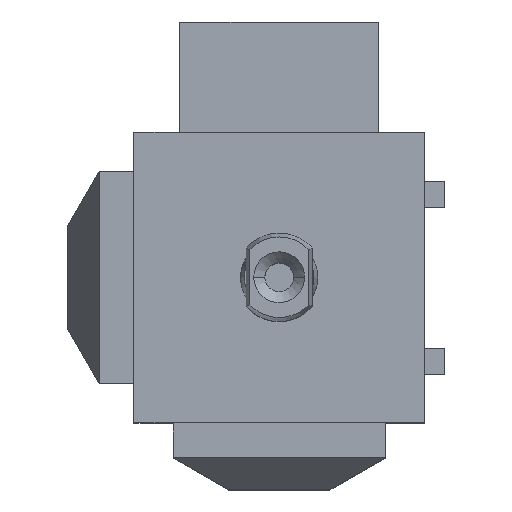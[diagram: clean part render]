
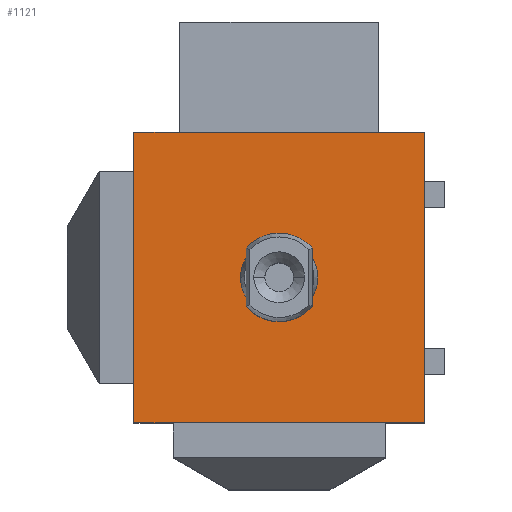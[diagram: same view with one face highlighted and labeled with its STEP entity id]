
A CAD part, top view. The second image highlights one B-rep face of the part: STEP entity #1121.
In plain terms, the highlighted planar face has unit normal (0, 0, 1).
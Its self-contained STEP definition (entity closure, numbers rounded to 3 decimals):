
#3 = VERTEX_POINT ( 'NONE', #4427 ) ;
#62 = DIRECTION ( 'NONE',  ( 1., 0., 0. ) ) ;
#154 = VECTOR ( 'NONE', #1677, 1000. ) ;
#164 = CIRCLE ( 'NONE', #3012, 2. ) ;
#212 = EDGE_CURVE ( 'NONE', #3653, #596, #164, .T. ) ;
#225 = VECTOR ( 'NONE', #1239, 1000. ) ;
#242 = ORIENTED_EDGE ( 'NONE', *, *, #3382, .F. ) ;
#306 = EDGE_CURVE ( 'NONE', #2215, #2200, #1506, .T. ) ;
#432 = ORIENTED_EDGE ( 'NONE', *, *, #2920, .F. ) ;
#475 = VERTEX_POINT ( 'NONE', #1951 ) ;
#521 = CARTESIAN_POINT ( 'NONE',  ( 6.575, 6.575, 11.1 ) ) ;
#532 = LINE ( 'NONE', #3052, #796 ) ;
#547 = VECTOR ( 'NONE', #3294, 1000. ) ;
#553 = DIRECTION ( 'NONE',  ( 1., 0., 0. ) ) ;
#596 = VERTEX_POINT ( 'NONE', #3220 ) ;
#637 = CIRCLE ( 'NONE', #4237, 1.75 ) ;
#641 = CARTESIAN_POINT ( 'NONE',  ( 0., 0., 11.1 ) ) ;
#796 = VECTOR ( 'NONE', #4510, 1000. ) ;
#943 = EDGE_CURVE ( 'NONE', #1791, #4730, #1070, .T. ) ;
#946 = EDGE_CURVE ( 'NONE', #2255, #3653, #1624, .T. ) ;
#1070 = CIRCLE ( 'NONE', #4366, 1.75 ) ;
#1095 = DIRECTION ( 'NONE',  ( 0., 1., 0. ) ) ;
#1121 = ADVANCED_FACE ( 'NONE', ( #2138, #3900 ), #2778, .T. ) ;
#1126 = ORIENTED_EDGE ( 'NONE', *, *, #4484, .F. ) ;
#1138 = ORIENTED_EDGE ( 'NONE', *, *, #943, .F. ) ;
#1203 = ORIENTED_EDGE ( 'NONE', *, *, #3758, .F. ) ;
#1239 = DIRECTION ( 'NONE',  ( 0., -1., 0. ) ) ;
#1261 = ORIENTED_EDGE ( 'NONE', *, *, #2829, .F. ) ;
#1300 = VERTEX_POINT ( 'NONE', #3330 ) ;
#1321 = ORIENTED_EDGE ( 'NONE', *, *, #212, .F. ) ;
#1369 = ORIENTED_EDGE ( 'NONE', *, *, #4026, .F. ) ;
#1401 = DIRECTION ( 'NONE',  ( 1., 0., 0. ) ) ;
#1429 = DIRECTION ( 'NONE',  ( 0., 0., 1. ) ) ;
#1490 = EDGE_LOOP ( 'NONE', ( #2756, #1261, #1138, #1126, #4161, #2593, #1203, #242, #1321 ) ) ;
#1506 = LINE ( 'NONE', #3011, #547 ) ;
#1624 = LINE ( 'NONE', #1672, #225 ) ;
#1651 = EDGE_CURVE ( 'NONE', #4129, #2215, #4235, .T. ) ;
#1659 = DIRECTION ( 'NONE',  ( 0., 0., 1. ) ) ;
#1672 = CARTESIAN_POINT ( 'NONE',  ( -1.5, 1.323, 11.1 ) ) ;
#1677 = DIRECTION ( 'NONE',  ( 0., -1., 0. ) ) ;
#1753 = LINE ( 'NONE', #2090, #154 ) ;
#1763 = CARTESIAN_POINT ( 'NONE',  ( 0., 6.575, 11.1 ) ) ;
#1791 = VERTEX_POINT ( 'NONE', #2270 ) ;
#1805 = AXIS2_PLACEMENT_3D ( 'NONE', #3098, #1659, #553 ) ;
#1816 = CARTESIAN_POINT ( 'NONE',  ( 1.5, -1.323, 11.1 ) ) ;
#1898 = VERTEX_POINT ( 'NONE', #3093 ) ;
#1949 = CIRCLE ( 'NONE', #3554, 2. ) ;
#1951 = CARTESIAN_POINT ( 'NONE',  ( 1.5, -0.901, 11.1 ) ) ;
#1991 = CARTESIAN_POINT ( 'NONE',  ( 6.575, -6.575, 11.1 ) ) ;
#2090 = CARTESIAN_POINT ( 'NONE',  ( -1.5, 1.323, 11.1 ) ) ;
#2123 = ORIENTED_EDGE ( 'NONE', *, *, #1651, .T. ) ;
#2138 = FACE_BOUND ( 'NONE', #1490, .T. ) ;
#2175 = CARTESIAN_POINT ( 'NONE',  ( -6.575, -6.575, 11.1 ) ) ;
#2200 = VERTEX_POINT ( 'NONE', #521 ) ;
#2210 = EDGE_LOOP ( 'NONE', ( #2123, #3438, #432, #1369 ) ) ;
#2215 = VERTEX_POINT ( 'NONE', #1991 ) ;
#2255 = VERTEX_POINT ( 'NONE', #2684 ) ;
#2270 = CARTESIAN_POINT ( 'NONE',  ( -1.5, 0.901, 11.1 ) ) ;
#2430 = AXIS2_PLACEMENT_3D ( 'NONE', #641, #3950, #3158 ) ;
#2461 = CARTESIAN_POINT ( 'NONE',  ( 0., 0., 11.1 ) ) ;
#2562 = VECTOR ( 'NONE', #1401, 1000. ) ;
#2593 = ORIENTED_EDGE ( 'NONE', *, *, #3096, .F. ) ;
#2606 = CARTESIAN_POINT ( 'NONE',  ( 0., -6.575, 11.1 ) ) ;
#2684 = CARTESIAN_POINT ( 'NONE',  ( -1.5, -0.901, 11.1 ) ) ;
#2728 = DIRECTION ( 'NONE',  ( 1., 0., 0. ) ) ;
#2756 = ORIENTED_EDGE ( 'NONE', *, *, #946, .F. ) ;
#2762 = EDGE_CURVE ( 'NONE', #3, #3544, #1949, .T. ) ;
#2763 = DIRECTION ( 'NONE',  ( 0., 0., 1. ) ) ;
#2778 = PLANE ( 'NONE',  #2430 ) ;
#2829 = EDGE_CURVE ( 'NONE', #4730, #2255, #2951, .T. ) ;
#2880 = VECTOR ( 'NONE', #3674, 1000. ) ;
#2920 = EDGE_CURVE ( 'NONE', #1300, #2200, #4348, .T. ) ;
#2951 = CIRCLE ( 'NONE', #1805, 1.75 ) ;
#3011 = CARTESIAN_POINT ( 'NONE',  ( 6.575, 0., 11.1 ) ) ;
#3012 = AXIS2_PLACEMENT_3D ( 'NONE', #3970, #1429, #3507 ) ;
#3052 = CARTESIAN_POINT ( 'NONE',  ( -6.575, 0., 11.1 ) ) ;
#3093 = CARTESIAN_POINT ( 'NONE',  ( 1.5, 0.901, 11.1 ) ) ;
#3096 = EDGE_CURVE ( 'NONE', #1898, #3, #4014, .T. ) ;
#3098 = CARTESIAN_POINT ( 'NONE',  ( 0., 0., 11.1 ) ) ;
#3158 = DIRECTION ( 'NONE',  ( 1., 0., 0. ) ) ;
#3176 = VECTOR ( 'NONE', #1095, 1000. ) ;
#3202 = CARTESIAN_POINT ( 'NONE',  ( -1.5, -1.323, 11.1 ) ) ;
#3220 = CARTESIAN_POINT ( 'NONE',  ( 1.5, -1.323, 11.1 ) ) ;
#3257 = CARTESIAN_POINT ( 'NONE',  ( -1.75, 0., 11.1 ) ) ;
#3294 = DIRECTION ( 'NONE',  ( 0., 1., 0. ) ) ;
#3330 = CARTESIAN_POINT ( 'NONE',  ( -6.575, 6.575, 11.1 ) ) ;
#3382 = EDGE_CURVE ( 'NONE', #596, #475, #4359, .T. ) ;
#3406 = DIRECTION ( 'NONE',  ( 1., 0., 0. ) ) ;
#3418 = CARTESIAN_POINT ( 'NONE',  ( 0., 0., 11.1 ) ) ;
#3438 = ORIENTED_EDGE ( 'NONE', *, *, #306, .T. ) ;
#3507 = DIRECTION ( 'NONE',  ( 1., 0., 0. ) ) ;
#3544 = VERTEX_POINT ( 'NONE', #3845 ) ;
#3554 = AXIS2_PLACEMENT_3D ( 'NONE', #3766, #2763, #3406 ) ;
#3653 = VERTEX_POINT ( 'NONE', #3202 ) ;
#3674 = DIRECTION ( 'NONE',  ( 0., 1., 0. ) ) ;
#3758 = EDGE_CURVE ( 'NONE', #475, #1898, #637, .T. ) ;
#3766 = CARTESIAN_POINT ( 'NONE',  ( 0., 0., 11.1 ) ) ;
#3845 = CARTESIAN_POINT ( 'NONE',  ( -1.5, 1.323, 11.1 ) ) ;
#3900 = FACE_OUTER_BOUND ( 'NONE', #2210, .T. ) ;
#3919 = DIRECTION ( 'NONE',  ( 0., 0., 1. ) ) ;
#3950 = DIRECTION ( 'NONE',  ( 0., 0., 1. ) ) ;
#3967 = VECTOR ( 'NONE', #62, 1000. ) ;
#3970 = CARTESIAN_POINT ( 'NONE',  ( 0., 0., 11.1 ) ) ;
#4014 = LINE ( 'NONE', #1816, #2880 ) ;
#4026 = EDGE_CURVE ( 'NONE', #4129, #1300, #532, .T. ) ;
#4129 = VERTEX_POINT ( 'NONE', #2175 ) ;
#4161 = ORIENTED_EDGE ( 'NONE', *, *, #2762, .F. ) ;
#4192 = DIRECTION ( 'NONE',  ( 0., 0., 1. ) ) ;
#4235 = LINE ( 'NONE', #2606, #3967 ) ;
#4237 = AXIS2_PLACEMENT_3D ( 'NONE', #2461, #3919, #4486 ) ;
#4348 = LINE ( 'NONE', #1763, #2562 ) ;
#4359 = LINE ( 'NONE', #4383, #3176 ) ;
#4366 = AXIS2_PLACEMENT_3D ( 'NONE', #3418, #4192, #2728 ) ;
#4383 = CARTESIAN_POINT ( 'NONE',  ( 1.5, -1.323, 11.1 ) ) ;
#4427 = CARTESIAN_POINT ( 'NONE',  ( 1.5, 1.323, 11.1 ) ) ;
#4484 = EDGE_CURVE ( 'NONE', #3544, #1791, #1753, .T. ) ;
#4486 = DIRECTION ( 'NONE',  ( 1., 0., 0. ) ) ;
#4510 = DIRECTION ( 'NONE',  ( 0., 1., 0. ) ) ;
#4730 = VERTEX_POINT ( 'NONE', #3257 ) ;
